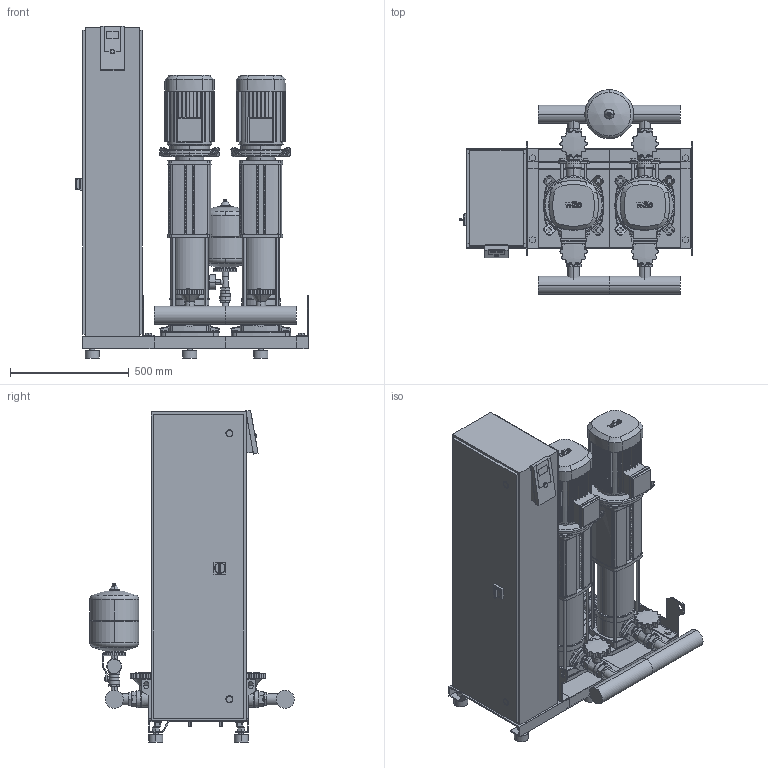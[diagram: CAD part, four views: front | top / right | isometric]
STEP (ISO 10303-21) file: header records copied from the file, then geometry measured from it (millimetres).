
FILE_DESCRIPTION((''),'2;1');
FILE_NAME('3d_SiBoostSmart2HELIXV1608-2536158.stp','2016-01-25T10:19:15',(''),(''),'Mechanical Desktop 2009','Mechanical Desktop 2009',', , ');
FILE_SCHEMA(('CONFIG_CONTROL_DESIGN'));
Length unit declared in the file: millimetre
Products named in the file (1): Product
Bounding box: 980 x 861.05 x 1398.4 mm (x, y, z)
Volume: 203271593.6 mm3; surface area: 10456879.3 mm2
Topology: 123 solids, 123 shells, 4130 faces, 10808 edges, 7084 vertices
Faces by surface type: plane 1741, bspline 1205, cylinder 930, cone 162, torus 74, sphere 18
Entity records: 135522 total; most frequent: CARTESIAN_POINT 34338, ORIENTED_EDGE 21592, DIRECTION 19368, EDGE_CURVE 10796, VECTOR 7168, LINE 7168, VERTEX_POINT 7080, AXIS2_PLACEMENT_3D 6100
